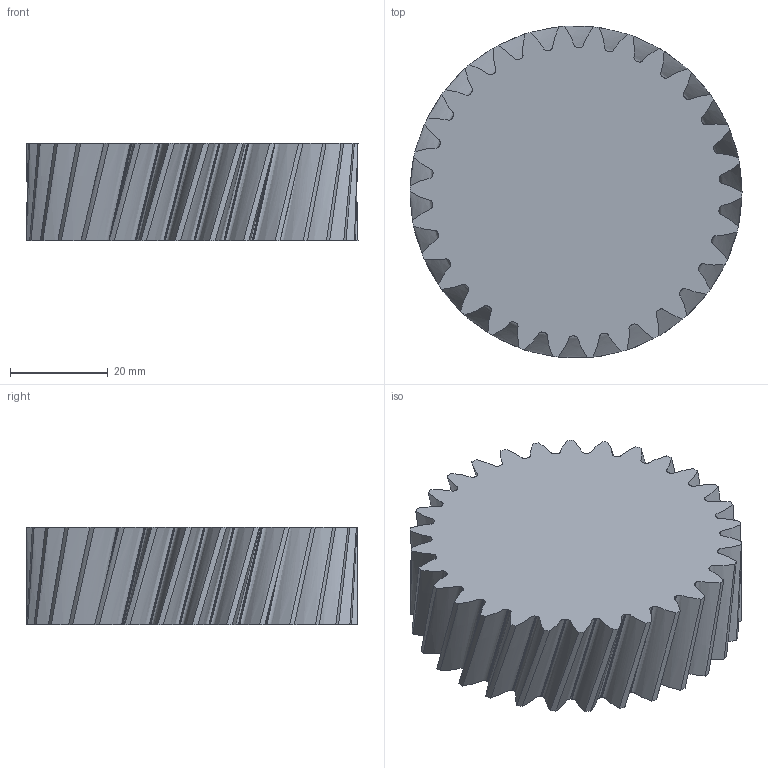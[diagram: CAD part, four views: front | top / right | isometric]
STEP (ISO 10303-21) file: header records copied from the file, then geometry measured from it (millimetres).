
FILE_DESCRIPTION( ( 'STEP AP203' ), '1' );
FILE_NAME( 'pinhão do teste sem chanfro.stp', ' ', ( ' ' ), ( ' ' ), 'PSStep 18.0.17', ' ', ' ' );
FILE_SCHEMA( ( 'CONFIG_CONTROL_DESIGN' ) );
Length unit declared in the file: metre
Products named in the file (1): 1
Bounding box: 68.1 x 67.94 x 20 mm (x, y, z)
Volume: 63961.9 mm3; surface area: 13883.7 mm2
Topology: 1 solids, 1 shells, 152 faces, 450 edges, 300 vertices
Faces by surface type: bspline 120, cylinder 30, plane 2
Entity records: 22748 total; most frequent: CARTESIAN_POINT 19713, ORIENTED_EDGE 900, EDGE_CURVE 450, B_SPLINE_CURVE_WITH_KNOTS 390, VERTEX_POINT 300, DIRECTION 186, ADVANCED_FACE 152, FACE_OUTER_BOUND 152
